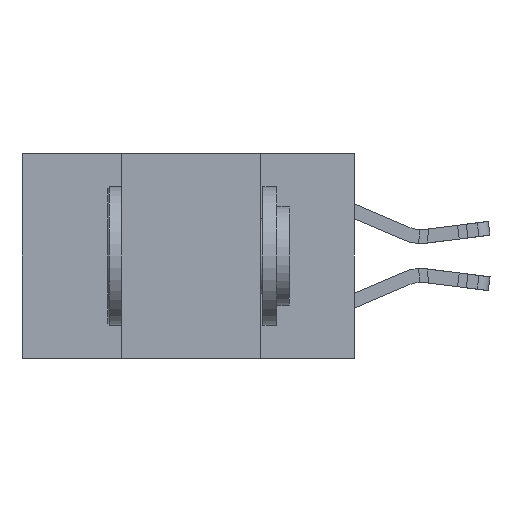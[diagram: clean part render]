
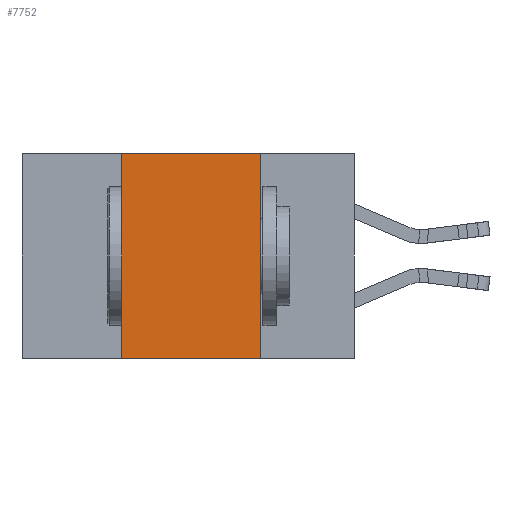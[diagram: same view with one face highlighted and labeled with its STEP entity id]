
A CAD part, left-side view. The second image highlights one B-rep face of the part: STEP entity #7752.
In plain terms, the highlighted planar face has unit normal (-1, 0, 0).
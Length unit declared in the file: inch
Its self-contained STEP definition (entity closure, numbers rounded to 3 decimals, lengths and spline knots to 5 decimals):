
#58 = LINE ( 'NONE', #3969, #21266 ) ;
#406 = ORIENTED_EDGE ( 'NONE', *, *, #6256, .F. ) ;
#828 = CARTESIAN_POINT ( 'NONE',  ( 0., 0.6, 0. ) ) ;
#1033 = EDGE_LOOP ( 'NONE', ( #20972, #406, #11325, #22298 ) ) ;
#1887 = VERTEX_POINT ( 'NONE', #13867 ) ;
#2865 = DIRECTION ( 'NONE',  ( 0., -1., 0. ) ) ;
#3152 = AXIS2_PLACEMENT_3D ( 'NONE', #13536, #9477, #23855 ) ;
#3554 = VECTOR ( 'NONE', #24016, 39.37008 ) ;
#3969 = CARTESIAN_POINT ( 'NONE',  ( 0., 0.42, -0.37 ) ) ;
#4066 = LINE ( 'NONE', #828, #19868 ) ;
#4758 = VERTEX_POINT ( 'NONE', #19107 ) ;
#5609 = CARTESIAN_POINT ( 'NONE',  ( 0., 0.6, -0.37 ) ) ;
#6256 = EDGE_CURVE ( 'NONE', #11989, #4758, #4066, .T. ) ;
#7752 = ADVANCED_FACE ( 'NONE', ( #12529 ), #21796, .F. ) ;
#9477 = DIRECTION ( 'NONE',  ( 1., 0., 0. ) ) ;
#9645 = CARTESIAN_POINT ( 'NONE',  ( 0., 0.17, -0.37 ) ) ;
#11325 = ORIENTED_EDGE ( 'NONE', *, *, #14710, .F. ) ;
#11721 = LINE ( 'NONE', #5609, #22040 ) ;
#11989 = VERTEX_POINT ( 'NONE', #20041 ) ;
#12529 = FACE_OUTER_BOUND ( 'NONE', #1033, .T. ) ;
#13536 = CARTESIAN_POINT ( 'NONE',  ( 0., 0.6, 0. ) ) ;
#13618 = CARTESIAN_POINT ( 'NONE',  ( 0., 0.17, -0.37 ) ) ;
#13867 = CARTESIAN_POINT ( 'NONE',  ( 0., 0.42, -0.37 ) ) ;
#14710 = EDGE_CURVE ( 'NONE', #1887, #11989, #58, .T. ) ;
#15207 = VERTEX_POINT ( 'NONE', #13618 ) ;
#15229 = EDGE_CURVE ( 'NONE', #4758, #15207, #19322, .T. ) ;
#19107 = CARTESIAN_POINT ( 'NONE',  ( 0., 0.17, 0. ) ) ;
#19322 = LINE ( 'NONE', #9645, #3554 ) ;
#19868 = VECTOR ( 'NONE', #2865, 39.37008 ) ;
#20041 = CARTESIAN_POINT ( 'NONE',  ( 0., 0.42, 0. ) ) ;
#20972 = ORIENTED_EDGE ( 'NONE', *, *, #15229, .F. ) ;
#21266 = VECTOR ( 'NONE', #24571, 39.37008 ) ;
#21796 = PLANE ( 'NONE',  #3152 ) ;
#22040 = VECTOR ( 'NONE', #22096, 39.37008 ) ;
#22096 = DIRECTION ( 'NONE',  ( 0., -1., 0. ) ) ;
#22298 = ORIENTED_EDGE ( 'NONE', *, *, #22971, .T. ) ;
#22971 = EDGE_CURVE ( 'NONE', #1887, #15207, #11721, .T. ) ;
#23855 = DIRECTION ( 'NONE',  ( 0., 0., -1. ) ) ;
#24016 = DIRECTION ( 'NONE',  ( 0., 0., -1. ) ) ;
#24571 = DIRECTION ( 'NONE',  ( 0., 0., 1. ) ) ;
